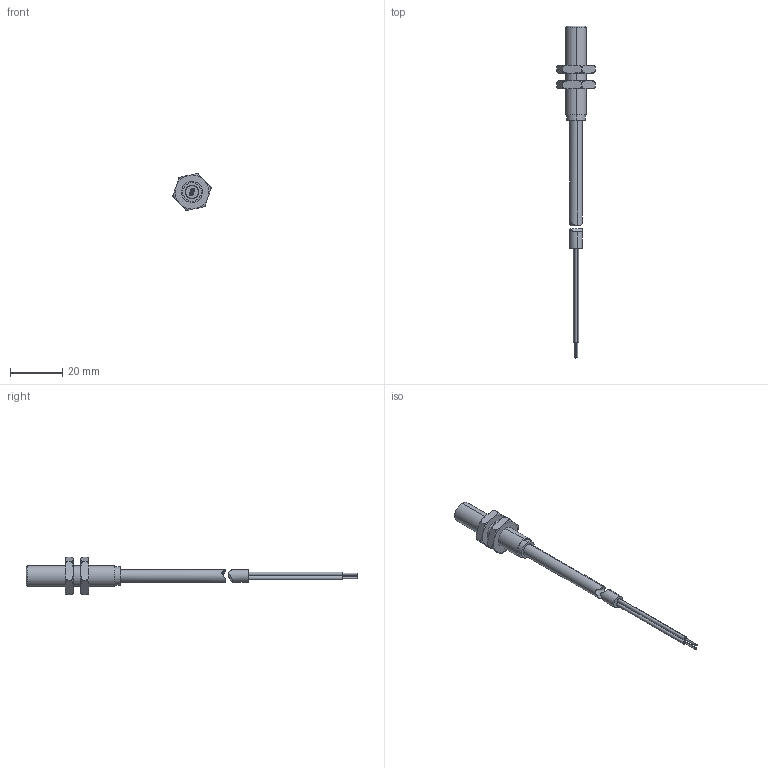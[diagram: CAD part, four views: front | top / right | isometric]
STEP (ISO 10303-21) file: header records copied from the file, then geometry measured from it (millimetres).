
FILE_DESCRIPTION (( 'STEP AP214' ), '1' );
FILE_NAME ('D081.STEP', '2022-02-10T15:57:20', ( '' ), ( '' ), 'SwSTEP 2.0', 'SolidWorks 2021', '' );
FILE_SCHEMA (( 'AUTOMOTIVE_DESIGN' ));
Length unit declared in the file: millimetre
Products named in the file (5): 1VDA08010000; Cavo 1PDA; D081; 1D0810000000_pieno; 1STA1705000
Assembly tree (5 placements, depth 2):
  D081
    1D0810000000_pieno
    1STA1705000
    Cavo 1PDA
    1VDA08010000  x2
Bounding box: 14.66 x 127 x 14.3 mm (x, y, z)
Volume: 2386.3 mm3; surface area: 3771 mm2
Topology: 6 solids, 6 shells, 86 faces, 198 edges, 130 vertices
Faces by surface type: plane 28, torus 28, cylinder 26, cone 2, bspline 2
Entity records: 2599 total; most frequent: CARTESIAN_POINT 846, DIRECTION 304, ORIENTED_EDGE 268, EDGE_CURVE 134, AXIS2_PLACEMENT_3D 130, VERTEX_POINT 88, EDGE_LOOP 72, CIRCLE 62
